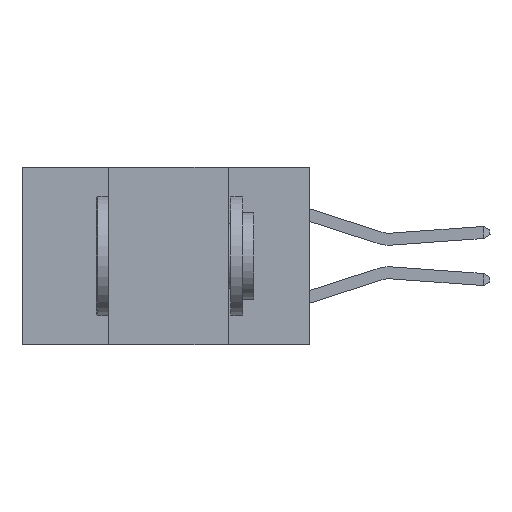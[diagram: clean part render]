
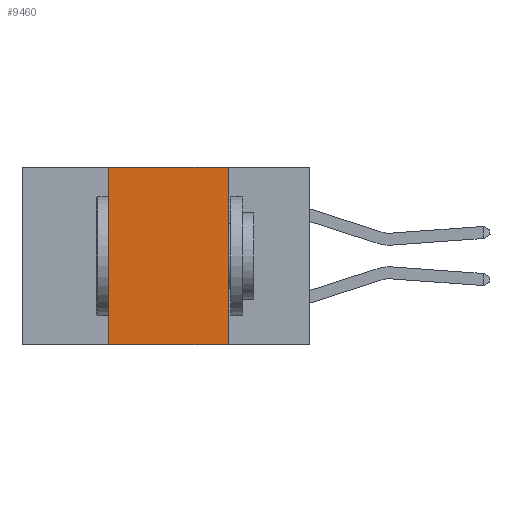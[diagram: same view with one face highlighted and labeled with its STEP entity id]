
A CAD part, left-side view. The second image highlights one B-rep face of the part: STEP entity #9460.
In plain terms, the highlighted planar face has unit normal (-1, 0, 0).
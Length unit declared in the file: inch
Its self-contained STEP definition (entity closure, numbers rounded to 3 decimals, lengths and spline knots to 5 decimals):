
#680 = DIRECTION ( 'NONE',  ( 0., -1., 0. ) ) ;
#2343 = ORIENTED_EDGE ( 'NONE', *, *, #8368, .F. ) ;
#2823 = EDGE_LOOP ( 'NONE', ( #20529, #8828, #2343, #14056 ) ) ;
#2862 = CARTESIAN_POINT ( 'NONE',  ( 0., 0.6, 0. ) ) ;
#5133 = VERTEX_POINT ( 'NONE', #12324 ) ;
#5498 = CARTESIAN_POINT ( 'NONE',  ( 0., 0.17, 0. ) ) ;
#5667 = LINE ( 'NONE', #8789, #15497 ) ;
#6180 = VECTOR ( 'NONE', #680, 39.37008 ) ;
#6682 = EDGE_CURVE ( 'NONE', #17964, #10020, #17457, .T. ) ;
#6806 = CARTESIAN_POINT ( 'NONE',  ( 0., 0.42, -0.37 ) ) ;
#7115 = CARTESIAN_POINT ( 'NONE',  ( 0., 0.6, 0. ) ) ;
#7641 = DIRECTION ( 'NONE',  ( 0., -1., 0. ) ) ;
#7676 = PLANE ( 'NONE',  #13223 ) ;
#7870 = DIRECTION ( 'NONE',  ( 0., 0., -1. ) ) ;
#8368 = EDGE_CURVE ( 'NONE', #17964, #5133, #16583, .T. ) ;
#8574 = CARTESIAN_POINT ( 'NONE',  ( 0., 0.17, -0.37 ) ) ;
#8789 = CARTESIAN_POINT ( 'NONE',  ( 0., 0.17, -0.37 ) ) ;
#8828 = ORIENTED_EDGE ( 'NONE', *, *, #20909, .F. ) ;
#9460 = ADVANCED_FACE ( 'NONE', ( #14261 ), #7676, .F. ) ;
#10020 = VERTEX_POINT ( 'NONE', #8574 ) ;
#12279 = LINE ( 'NONE', #7115, #6180 ) ;
#12324 = CARTESIAN_POINT ( 'NONE',  ( 0., 0.42, 0. ) ) ;
#13223 = AXIS2_PLACEMENT_3D ( 'NONE', #2862, #15777, #7870 ) ;
#14056 = ORIENTED_EDGE ( 'NONE', *, *, #6682, .T. ) ;
#14261 = FACE_OUTER_BOUND ( 'NONE', #2823, .T. ) ;
#15497 = VECTOR ( 'NONE', #18724, 39.37008 ) ;
#15777 = DIRECTION ( 'NONE',  ( 1., 0., 0. ) ) ;
#16583 = LINE ( 'NONE', #16912, #18709 ) ;
#16912 = CARTESIAN_POINT ( 'NONE',  ( 0., 0.42, -0.37 ) ) ;
#17457 = LINE ( 'NONE', #20578, #18300 ) ;
#17964 = VERTEX_POINT ( 'NONE', #6806 ) ;
#18300 = VECTOR ( 'NONE', #7641, 39.37008 ) ;
#18311 = DIRECTION ( 'NONE',  ( 0., 0., 1. ) ) ;
#18709 = VECTOR ( 'NONE', #18311, 39.37008 ) ;
#18724 = DIRECTION ( 'NONE',  ( 0., 0., -1. ) ) ;
#18857 = EDGE_CURVE ( 'NONE', #20980, #10020, #5667, .T. ) ;
#20529 = ORIENTED_EDGE ( 'NONE', *, *, #18857, .F. ) ;
#20578 = CARTESIAN_POINT ( 'NONE',  ( 0., 0.6, -0.37 ) ) ;
#20909 = EDGE_CURVE ( 'NONE', #5133, #20980, #12279, .T. ) ;
#20980 = VERTEX_POINT ( 'NONE', #5498 ) ;
